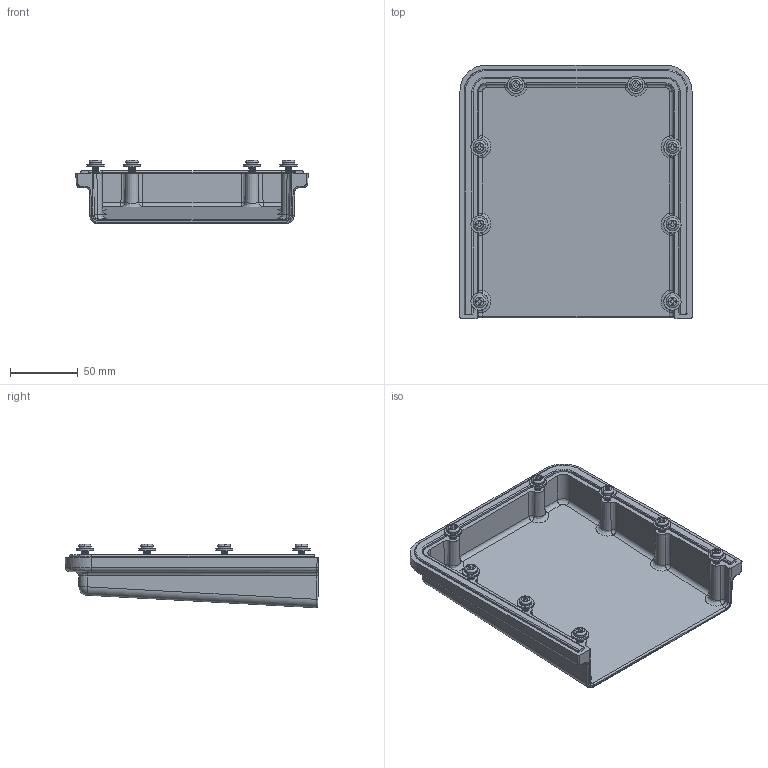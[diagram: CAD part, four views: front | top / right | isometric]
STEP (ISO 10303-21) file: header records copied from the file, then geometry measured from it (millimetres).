
FILE_DESCRIPTION (( 'STEP AP214' ), '1' );
FILE_NAME ('NBPC-V1_3D.step', '2025-06-06T15:06:22', ( '' ), ( '' ), 'SwSTEP 2.0', 'SolidWorks 2022', '' );
FILE_SCHEMA (( 'AUTOMOTIVE_DESIGN' ));
Length unit declared in the file: inch
Products named in the file (6): 700100^fs-kit-x_asm_NBPC-V1; fs-kit-x_asm^NBPC-V1; SCREW_FS^fs-kit-x_asm_NBPC-V1; NBPC-V1_3D; GASKET_14X12^fs-kit-x_asm_NBPC-V1; WASHER_FLAT_10^fs-kit-x_asm_NBPC-V1
Assembly tree (19 placements, depth 3):
  NBPC-V1_3D
    fs-kit-x_asm^NBPC-V1
      700100^fs-kit-x_asm_NBPC-V1
      GASKET_14X12^fs-kit-x_asm_NBPC-V1
      WASHER_FLAT_10^fs-kit-x_asm_NBPC-V1  x8
      SCREW_FS^fs-kit-x_asm_NBPC-V1  x8
Bounding box: 171.82 x 187.51 x 46.99 mm (x, y, z)
Volume: 198362.1 mm3; surface area: 123305 mm2
Topology: 18 solids, 18 shells, 1408 faces, 3807 edges, 2448 vertices
Faces by surface type: cylinder 724, plane 313, cone 155, bspline 138, torus 56, sphere 22
Entity records: 33281 total; most frequent: CARTESIAN_POINT 25542, ORIENTED_EDGE 2062, EDGE_CURVE 1031, B_SPLINE_CURVE_WITH_KNOTS 968, DIRECTION 741, VERTEX_POINT 628, EDGE_LOOP 433, ADVANCED_FACE 421
